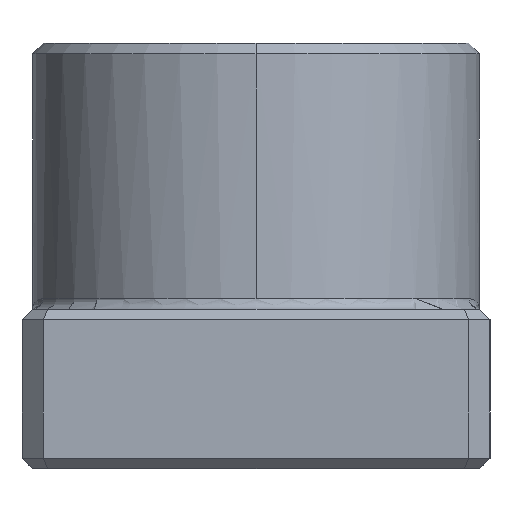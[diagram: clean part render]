
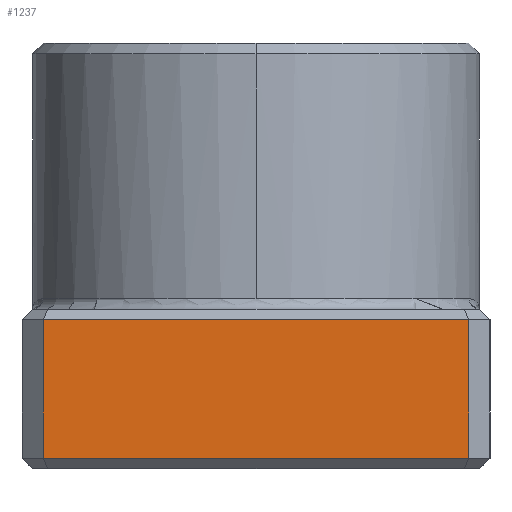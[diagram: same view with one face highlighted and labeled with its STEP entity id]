
A CAD part, left-side view. The second image highlights one B-rep face of the part: STEP entity #1237.
In plain terms, the highlighted planar face has unit normal (-1, 0, 0).
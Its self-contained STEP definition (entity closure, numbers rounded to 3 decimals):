
#105 = EDGE_CURVE ( 'NONE', #2224, #153, #2710, .T. ) ;
#153 = VERTEX_POINT ( 'NONE', #3027 ) ;
#388 = CARTESIAN_POINT ( 'NONE',  ( -37., 20., 1. ) ) ;
#412 = ORIENTED_EDGE ( 'NONE', *, *, #3316, .T. ) ;
#415 = DIRECTION ( 'NONE',  ( 0., 0., -1. ) ) ;
#478 = VERTEX_POINT ( 'NONE', #1837 ) ;
#622 = VECTOR ( 'NONE', #2225, 1000. ) ;
#750 = DIRECTION ( 'NONE',  ( 1., 0., 0. ) ) ;
#824 = VECTOR ( 'NONE', #3104, 1000. ) ;
#840 = ORIENTED_EDGE ( 'NONE', *, *, #2736, .F. ) ;
#857 = CARTESIAN_POINT ( 'NONE',  ( -37., -20., 15. ) ) ;
#861 = EDGE_CURVE ( 'NONE', #478, #2224, #1427, .T. ) ;
#1020 = EDGE_LOOP ( 'NONE', ( #2134, #2532, #840, #412 ) ) ;
#1165 = LINE ( 'NONE', #857, #2477 ) ;
#1237 = ADVANCED_FACE ( 'NONE', ( #2987 ), #3365, .F. ) ;
#1257 = VECTOR ( 'NONE', #415, 1000. ) ;
#1427 = LINE ( 'NONE', #1464, #1257 ) ;
#1464 = CARTESIAN_POINT ( 'NONE',  ( -37., 20., 15. ) ) ;
#1580 = VERTEX_POINT ( 'NONE', #3083 ) ;
#1837 = CARTESIAN_POINT ( 'NONE',  ( -37., 20., 14. ) ) ;
#2052 = CARTESIAN_POINT ( 'NONE',  ( -37., 20., 14. ) ) ;
#2134 = ORIENTED_EDGE ( 'NONE', *, *, #861, .T. ) ;
#2224 = VERTEX_POINT ( 'NONE', #3379 ) ;
#2225 = DIRECTION ( 'NONE',  ( 0., -1., 0. ) ) ;
#2323 = CARTESIAN_POINT ( 'NONE',  ( -37., 20., 15. ) ) ;
#2359 = AXIS2_PLACEMENT_3D ( 'NONE', #2323, #750, #2584 ) ;
#2435 = DIRECTION ( 'NONE',  ( 0., 0., -1. ) ) ;
#2477 = VECTOR ( 'NONE', #2435, 1000. ) ;
#2532 = ORIENTED_EDGE ( 'NONE', *, *, #105, .T. ) ;
#2584 = DIRECTION ( 'NONE',  ( 0., 1., 0. ) ) ;
#2710 = LINE ( 'NONE', #388, #622 ) ;
#2736 = EDGE_CURVE ( 'NONE', #1580, #153, #1165, .T. ) ;
#2917 = LINE ( 'NONE', #2052, #824 ) ;
#2987 = FACE_OUTER_BOUND ( 'NONE', #1020, .T. ) ;
#3027 = CARTESIAN_POINT ( 'NONE',  ( -37., -20., 1. ) ) ;
#3083 = CARTESIAN_POINT ( 'NONE',  ( -37., -20., 14. ) ) ;
#3104 = DIRECTION ( 'NONE',  ( 0., 1., 0. ) ) ;
#3316 = EDGE_CURVE ( 'NONE', #1580, #478, #2917, .T. ) ;
#3365 = PLANE ( 'NONE',  #2359 ) ;
#3379 = CARTESIAN_POINT ( 'NONE',  ( -37., 20., 1. ) ) ;
